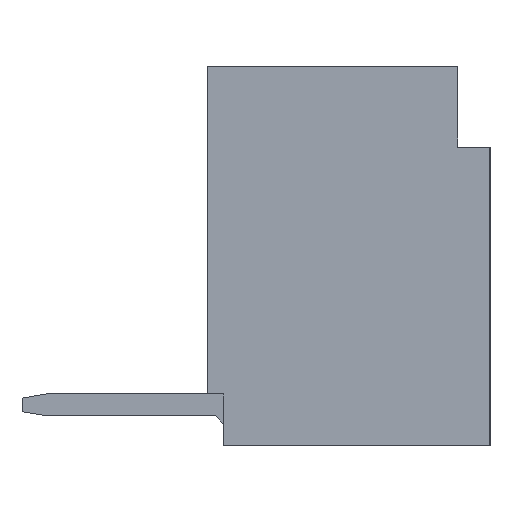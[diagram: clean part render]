
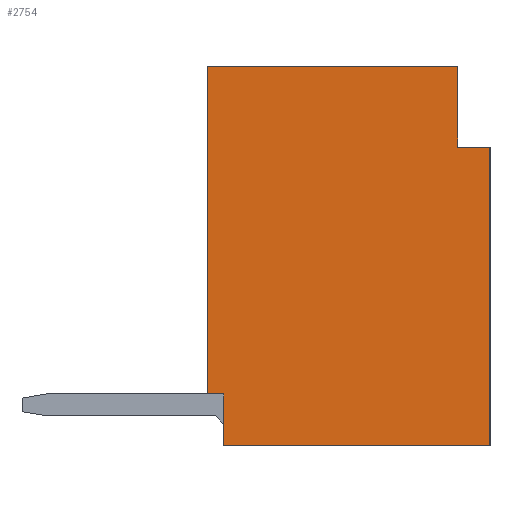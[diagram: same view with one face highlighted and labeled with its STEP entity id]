
A CAD part, left-side view. The second image highlights one B-rep face of the part: STEP entity #2754.
In plain terms, the highlighted planar face has unit normal (-1, 0, 0).
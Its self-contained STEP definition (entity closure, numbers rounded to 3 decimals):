
#346=ORIENTED_EDGE('',*,*,#1107,.F.);
#347=ORIENTED_EDGE('',*,*,#1108,.T.);
#348=ORIENTED_EDGE('',*,*,#1099,.T.);
#349=ORIENTED_EDGE('',*,*,#931,.T.);
#350=ORIENTED_EDGE('',*,*,#1109,.F.);
#351=ORIENTED_EDGE('',*,*,#1110,.T.);
#352=ORIENTED_EDGE('',*,*,#1111,.T.);
#353=ORIENTED_EDGE('',*,*,#1083,.T.);
#931=EDGE_CURVE('',#1331,#1330,#1588,.T.);
#1083=EDGE_CURVE('',#1456,#1455,#1740,.T.);
#1099=EDGE_CURVE('',#1464,#1331,#1756,.T.);
#1107=EDGE_CURVE('',#1469,#1455,#1764,.T.);
#1108=EDGE_CURVE('',#1469,#1464,#1765,.T.);
#1109=EDGE_CURVE('',#1470,#1330,#1766,.T.);
#1110=EDGE_CURVE('',#1470,#1471,#1767,.T.);
#1111=EDGE_CURVE('',#1471,#1456,#1768,.T.);
#1330=VERTEX_POINT('',#3827);
#1331=VERTEX_POINT('',#3829);
#1455=VERTEX_POINT('',#4131);
#1456=VERTEX_POINT('',#4133);
#1464=VERTEX_POINT('',#4163);
#1469=VERTEX_POINT('',#4178);
#1470=VERTEX_POINT('',#4181);
#1471=VERTEX_POINT('',#4183);
#1588=LINE('',#3828,#1959);
#1740=LINE('',#4132,#2111);
#1756=LINE('',#4162,#2127);
#1764=LINE('',#4177,#2135);
#1765=LINE('',#4179,#2136);
#1766=LINE('',#4180,#2137);
#1767=LINE('',#4182,#2138);
#1768=LINE('',#4184,#2139);
#1959=VECTOR('',#3093,1000.);
#2111=VECTOR('',#3299,1000.);
#2127=VECTOR('',#3327,1000.);
#2135=VECTOR('',#3339,1000.);
#2136=VECTOR('',#3340,1000.);
#2137=VECTOR('',#3341,1000.);
#2138=VECTOR('',#3342,1000.);
#2139=VECTOR('',#3343,1000.);
#2345=EDGE_LOOP('',(#346,#347,#348,#349,#350,#351,#352,#353));
#2494=FACE_BOUND('',#2345,.T.);
#2632=PLANE('',#2919);
#2754=ADVANCED_FACE('',(#2494),#2632,.T.);
#2919=AXIS2_PLACEMENT_3D('',#4176,#3337,#3338);
#3093=DIRECTION('',(0.,0.,1.));
#3299=DIRECTION('',(0.,0.,-1.));
#3327=DIRECTION('',(0.,-1.,0.));
#3337=DIRECTION('',(-1.,0.,0.));
#3338=DIRECTION('',(0.,0.,1.));
#3339=DIRECTION('',(0.,1.,0.));
#3340=DIRECTION('',(0.,0.,-1.));
#3341=DIRECTION('',(0.,-1.,0.));
#3342=DIRECTION('',(0.,0.,1.));
#3343=DIRECTION('',(0.,1.,0.));
#3827=CARTESIAN_POINT('',(-5.25,-1.75,1.35));
#3828=CARTESIAN_POINT('',(-5.25,-1.75,-2.35));
#3829=CARTESIAN_POINT('',(-5.25,-1.75,-2.35));
#4131=CARTESIAN_POINT('',(-5.25,1.75,-1.71));
#4132=CARTESIAN_POINT('',(-5.25,1.75,2.35));
#4133=CARTESIAN_POINT('',(-5.25,1.75,2.35));
#4162=CARTESIAN_POINT('',(-5.25,1.75,-2.35));
#4163=CARTESIAN_POINT('',(-5.25,1.55,-2.35));
#4176=CARTESIAN_POINT('',(-5.25,0.,0.));
#4177=CARTESIAN_POINT('',(-5.25,1.55,-1.71));
#4178=CARTESIAN_POINT('',(-5.25,1.55,-1.71));
#4179=CARTESIAN_POINT('',(-5.25,1.55,-1.81));
#4180=CARTESIAN_POINT('',(-5.25,-1.35,1.35));
#4181=CARTESIAN_POINT('',(-5.25,-1.35,1.35));
#4182=CARTESIAN_POINT('',(-5.25,-1.35,1.35));
#4183=CARTESIAN_POINT('',(-5.25,-1.35,2.35));
#4184=CARTESIAN_POINT('',(-5.25,-1.75,2.35));
